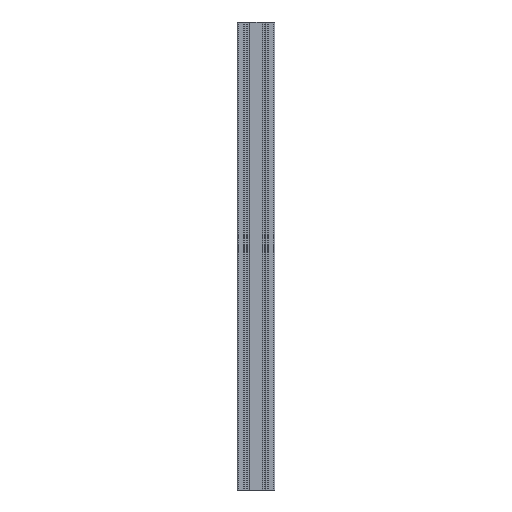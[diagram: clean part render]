
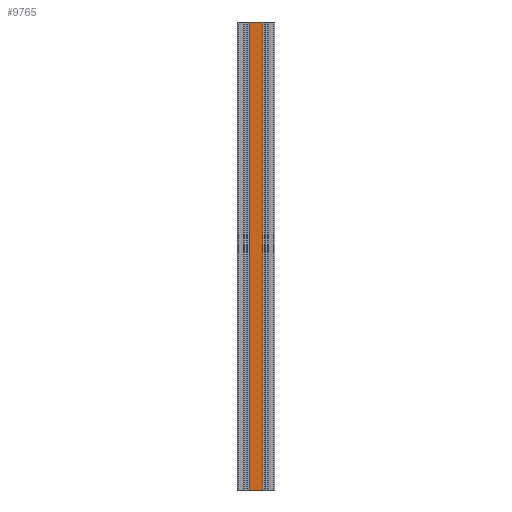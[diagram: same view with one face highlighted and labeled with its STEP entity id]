
A CAD part, front view. The second image highlights one B-rep face of the part: STEP entity #9765.
In plain terms, the highlighted planar face has unit normal (0, -1, 0).
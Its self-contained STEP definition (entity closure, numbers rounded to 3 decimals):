
#469 = CARTESIAN_POINT ( 'NONE',  ( 20., -20., 0. ) ) ;
#2074 = DIRECTION ( 'NONE',  ( 1., 0., 0. ) ) ;
#2149 = CARTESIAN_POINT ( 'NONE',  ( 20., -20., -1000. ) ) ;
#2489 = EDGE_CURVE ( 'NONE', #13374, #11700, #4608, .T. ) ;
#2875 = DIRECTION ( 'NONE',  ( 0., 0., -1. ) ) ;
#3199 = DIRECTION ( 'NONE',  ( 0., -1., 0. ) ) ;
#3322 = CARTESIAN_POINT ( 'NONE',  ( 20., -20., -1000. ) ) ;
#3417 = EDGE_CURVE ( 'NONE', #13374, #14507, #18332, .T. ) ;
#3469 = ORIENTED_EDGE ( 'NONE', *, *, #3417, .T. ) ;
#3710 = PLANE ( 'NONE',  #14800 ) ;
#3716 = CARTESIAN_POINT ( 'NONE',  ( 6.3, -20., -1000. ) ) ;
#4608 = LINE ( 'NONE', #3716, #7708 ) ;
#4980 = VERTEX_POINT ( 'NONE', #16441 ) ;
#5708 = EDGE_LOOP ( 'NONE', ( #7566, #13214, #3469, #8698 ) ) ;
#6755 = DIRECTION ( 'NONE',  ( 0., 0., 1. ) ) ;
#7366 = DIRECTION ( 'NONE',  ( 0., 0., 1. ) ) ;
#7566 = ORIENTED_EDGE ( 'NONE', *, *, #15289, .F. ) ;
#7708 = VECTOR ( 'NONE', #6755, 1000. ) ;
#8596 = DIRECTION ( 'NONE',  ( 1., 0., 0. ) ) ;
#8698 = ORIENTED_EDGE ( 'NONE', *, *, #10974, .T. ) ;
#9765 = ADVANCED_FACE ( 'NONE', ( #14885 ), #3710, .T. ) ;
#10030 = CARTESIAN_POINT ( 'NONE',  ( 33.7, -20., -1000. ) ) ;
#10090 = LINE ( 'NONE', #10408, #17675 ) ;
#10408 = CARTESIAN_POINT ( 'NONE',  ( 33.7, -20., -1000. ) ) ;
#10702 = CARTESIAN_POINT ( 'NONE',  ( 6.3, -20., 0. ) ) ;
#10974 = EDGE_CURVE ( 'NONE', #14507, #4980, #10090, .T. ) ;
#11608 = LINE ( 'NONE', #469, #18735 ) ;
#11700 = VERTEX_POINT ( 'NONE', #10702 ) ;
#13214 = ORIENTED_EDGE ( 'NONE', *, *, #2489, .F. ) ;
#13374 = VERTEX_POINT ( 'NONE', #18995 ) ;
#14277 = VECTOR ( 'NONE', #8596, 1000. ) ;
#14507 = VERTEX_POINT ( 'NONE', #10030 ) ;
#14800 = AXIS2_PLACEMENT_3D ( 'NONE', #3322, #3199, #2875 ) ;
#14885 = FACE_OUTER_BOUND ( 'NONE', #5708, .T. ) ;
#15289 = EDGE_CURVE ( 'NONE', #11700, #4980, #11608, .T. ) ;
#16441 = CARTESIAN_POINT ( 'NONE',  ( 33.7, -20., 0. ) ) ;
#17675 = VECTOR ( 'NONE', #7366, 1000. ) ;
#18332 = LINE ( 'NONE', #2149, #14277 ) ;
#18735 = VECTOR ( 'NONE', #2074, 1000. ) ;
#18995 = CARTESIAN_POINT ( 'NONE',  ( 6.3, -20., -1000. ) ) ;
